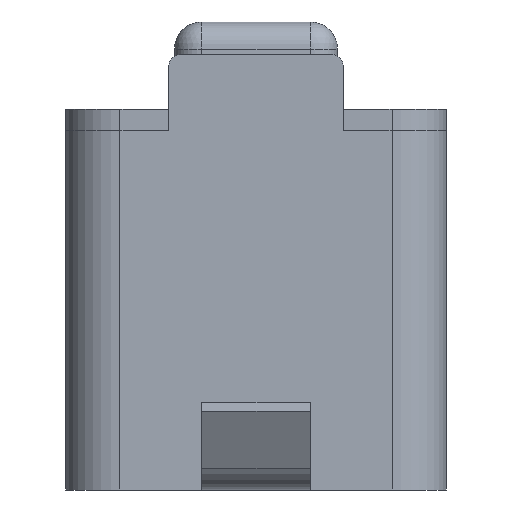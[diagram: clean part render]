
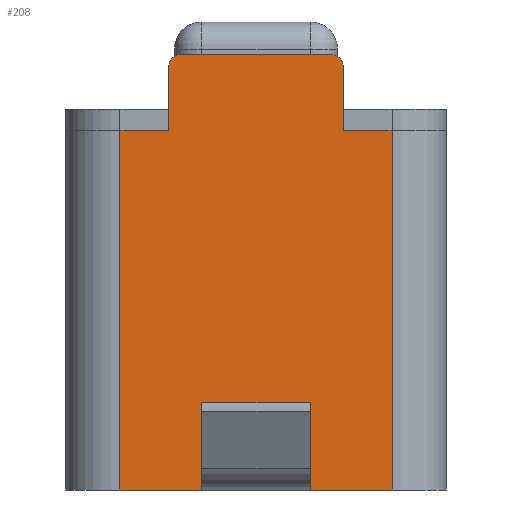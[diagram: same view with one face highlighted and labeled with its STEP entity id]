
A CAD part, left-side view. The second image highlights one B-rep face of the part: STEP entity #208.
In plain terms, the highlighted planar face has unit normal (-1, 0, 0).
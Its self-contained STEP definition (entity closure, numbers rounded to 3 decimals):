
#208 = ADVANCED_FACE( '', ( #438 ), #439, .F. );
#438 = FACE_OUTER_BOUND( '', #720, .T. );
#439 = PLANE( '', #721 );
#720 = EDGE_LOOP( '', ( #1034, #1035, #1036, #1037, #1038, #1039, #1040, #1041, #1042, #1043, #1044, #1045, #1046, #1047 ) );
#721 = AXIS2_PLACEMENT_3D( '', #1048, #1049, #1050 );
#1034 = ORIENTED_EDGE( '', *, *, #1807, .F. );
#1035 = ORIENTED_EDGE( '', *, *, #1808, .T. );
#1036 = ORIENTED_EDGE( '', *, *, #1809, .T. );
#1037 = ORIENTED_EDGE( '', *, *, #1810, .F. );
#1038 = ORIENTED_EDGE( '', *, *, #1811, .T. );
#1039 = ORIENTED_EDGE( '', *, *, #1812, .T. );
#1040 = ORIENTED_EDGE( '', *, *, #1813, .T. );
#1041 = ORIENTED_EDGE( '', *, *, #1814, .F. );
#1042 = ORIENTED_EDGE( '', *, *, #1815, .T. );
#1043 = ORIENTED_EDGE( '', *, *, #1816, .T. );
#1044 = ORIENTED_EDGE( '', *, *, #1817, .T. );
#1045 = ORIENTED_EDGE( '', *, *, #1818, .F. );
#1046 = ORIENTED_EDGE( '', *, *, #1819, .F. );
#1047 = ORIENTED_EDGE( '', *, *, #1820, .T. );
#1048 = CARTESIAN_POINT( '', ( -3., 1.75, 3.3 ) );
#1049 = DIRECTION( '', ( 1., 0., 0. ) );
#1050 = DIRECTION( '', ( 0., 0., -1. ) );
#1807 = EDGE_CURVE( '', #2153, #2154, #2155, .T. );
#1808 = EDGE_CURVE( '', #2153, #2156, #2157, .F. );
#1809 = EDGE_CURVE( '', #2156, #2158, #2159, .T. );
#1810 = EDGE_CURVE( '', #2160, #2158, #2161, .T. );
#1811 = EDGE_CURVE( '', #2160, #2162, #2163, .T. );
#1812 = EDGE_CURVE( '', #2162, #2164, #2165, .T. );
#1813 = EDGE_CURVE( '', #2164, #2166, #2167, .T. );
#1814 = EDGE_CURVE( '', #2168, #2166, #2169, .T. );
#1815 = EDGE_CURVE( '', #2168, #2170, #2171, .T. );
#1816 = EDGE_CURVE( '', #2170, #2172, #2173, .T. );
#1817 = EDGE_CURVE( '', #2172, #2174, #2175, .F. );
#1818 = EDGE_CURVE( '', #2176, #2174, #2177, .T. );
#1819 = EDGE_CURVE( '', #2178, #2176, #2179, .T. );
#1820 = EDGE_CURVE( '', #2178, #2154, #2180, .F. );
#2153 = VERTEX_POINT( '', #2633 );
#2154 = VERTEX_POINT( '', #2634 );
#2155 = LINE( '', #2635, #2636 );
#2156 = VERTEX_POINT( '', #2637 );
#2157 = CIRCLE( '', #2638, 0.1 );
#2158 = VERTEX_POINT( '', #2639 );
#2159 = LINE( '', #2640, #2641 );
#2160 = VERTEX_POINT( '', #2642 );
#2161 = LINE( '', #2643, #2644 );
#2162 = VERTEX_POINT( '', #2645 );
#2163 = LINE( '', #2646, #2647 );
#2164 = VERTEX_POINT( '', #2648 );
#2165 = LINE( '', #2649, #2650 );
#2166 = VERTEX_POINT( '', #2651 );
#2167 = LINE( '', #2652, #2653 );
#2168 = VERTEX_POINT( '', #2654 );
#2169 = LINE( '', #2655, #2656 );
#2170 = VERTEX_POINT( '', #2657 );
#2171 = LINE( '', #2658, #2659 );
#2172 = VERTEX_POINT( '', #2660 );
#2173 = LINE( '', #2661, #2662 );
#2174 = VERTEX_POINT( '', #2663 );
#2175 = LINE( '', #2664, #2665 );
#2176 = VERTEX_POINT( '', #2666 );
#2177 = LINE( '', #2667, #2668 );
#2178 = VERTEX_POINT( '', #2669 );
#2179 = LINE( '', #2670, #2671 );
#2180 = CIRCLE( '', #2672, 0.1 );
#2633 = CARTESIAN_POINT( '', ( -3., 0.7, 4. ) );
#2634 = CARTESIAN_POINT( '', ( -3., -0.7, 4. ) );
#2635 = CARTESIAN_POINT( '', ( -3., 0.8, 4. ) );
#2636 = VECTOR( '', #3196, 1000. );
#2637 = CARTESIAN_POINT( '', ( -3., 0.8, 3.9 ) );
#2638 = AXIS2_PLACEMENT_3D( '', #3197, #3198, #3199 );
#2639 = CARTESIAN_POINT( '', ( -3., 0.8, 3.3 ) );
#2640 = CARTESIAN_POINT( '', ( -3., 0.8, 4. ) );
#2641 = VECTOR( '', #3200, 1000. );
#2642 = CARTESIAN_POINT( '', ( -3., 1.25, 3.3 ) );
#2643 = CARTESIAN_POINT( '', ( -3., 1.75, 3.3 ) );
#2644 = VECTOR( '', #3201, 1000. );
#2645 = CARTESIAN_POINT( '', ( -3., 1.25, 0. ) );
#2646 = CARTESIAN_POINT( '', ( -3., 1.25, 3.3 ) );
#2647 = VECTOR( '', #3202, 1000. );
#2648 = CARTESIAN_POINT( '', ( -3., 0.5, 0. ) );
#2649 = CARTESIAN_POINT( '', ( -3., 1.75, 0. ) );
#2650 = VECTOR( '', #3203, 1000. );
#2651 = CARTESIAN_POINT( '', ( -3., 0.5, 0.15 ) );
#2652 = CARTESIAN_POINT( '', ( -3., 0.5, 3.3 ) );
#2653 = VECTOR( '', #3204, 1000. );
#2654 = CARTESIAN_POINT( '', ( -3., -0.5, 0.15 ) );
#2655 = CARTESIAN_POINT( '', ( -3., 1.75, 0.15 ) );
#2656 = VECTOR( '', #3205, 1000. );
#2657 = CARTESIAN_POINT( '', ( -3., -0.5, 0. ) );
#2658 = CARTESIAN_POINT( '', ( -3., -0.5, 3.3 ) );
#2659 = VECTOR( '', #3206, 1000. );
#2660 = CARTESIAN_POINT( '', ( -3., -1.25, 0. ) );
#2661 = CARTESIAN_POINT( '', ( -3., 1.75, 0. ) );
#2662 = VECTOR( '', #3207, 1000. );
#2663 = CARTESIAN_POINT( '', ( -3., -1.25, 3.3 ) );
#2664 = CARTESIAN_POINT( '', ( -3., -1.25, 3.3 ) );
#2665 = VECTOR( '', #3208, 1000. );
#2666 = CARTESIAN_POINT( '', ( -3., -0.8, 3.3 ) );
#2667 = CARTESIAN_POINT( '', ( -3., 1.75, 3.3 ) );
#2668 = VECTOR( '', #3209, 1000. );
#2669 = CARTESIAN_POINT( '', ( -3., -0.8, 3.9 ) );
#2670 = CARTESIAN_POINT( '', ( -3., -0.8, 4. ) );
#2671 = VECTOR( '', #3210, 1000. );
#2672 = AXIS2_PLACEMENT_3D( '', #3211, #3212, #3213 );
#3196 = DIRECTION( '', ( 0., -1., 0. ) );
#3197 = CARTESIAN_POINT( '', ( -3., 0.7, 3.9 ) );
#3198 = DIRECTION( '', ( 1., 0., 0. ) );
#3199 = DIRECTION( '', ( 0., 0., -1. ) );
#3200 = DIRECTION( '', ( 0., 0., -1. ) );
#3201 = DIRECTION( '', ( 0., -1., 0. ) );
#3202 = DIRECTION( '', ( 0., 0., -1. ) );
#3203 = DIRECTION( '', ( 0., -1., 0. ) );
#3204 = DIRECTION( '', ( 0., 0., 1. ) );
#3205 = DIRECTION( '', ( 0., 1., 0. ) );
#3206 = DIRECTION( '', ( 0., 0., -1. ) );
#3207 = DIRECTION( '', ( 0., -1., 0. ) );
#3208 = DIRECTION( '', ( 0., 0., -1. ) );
#3209 = DIRECTION( '', ( 0., -1., 0. ) );
#3210 = DIRECTION( '', ( 0., 0., -1. ) );
#3211 = CARTESIAN_POINT( '', ( -3., -0.7, 3.9 ) );
#3212 = DIRECTION( '', ( 1., 0., 0. ) );
#3213 = DIRECTION( '', ( 0., 0., -1. ) );
